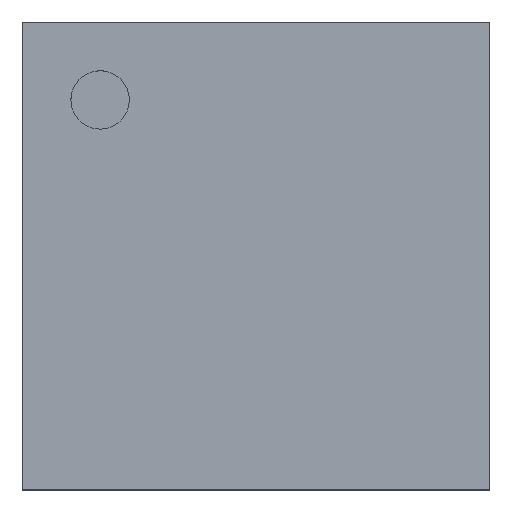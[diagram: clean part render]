
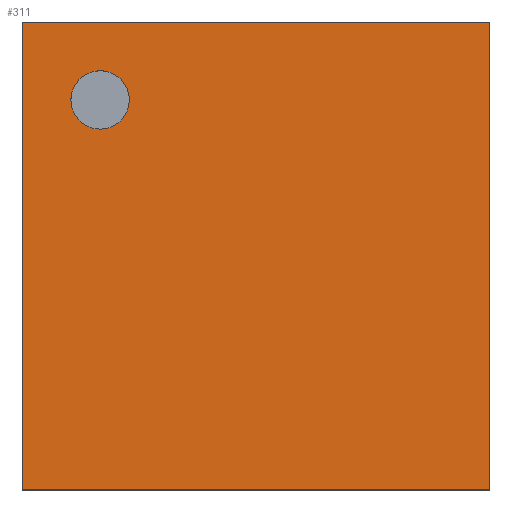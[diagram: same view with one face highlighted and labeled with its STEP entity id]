
A CAD part, top view. The second image highlights one B-rep face of the part: STEP entity #311.
In plain terms, the highlighted planar face has unit normal (0, 0, 1).
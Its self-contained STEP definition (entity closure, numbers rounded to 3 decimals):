
#122 = VERTEX_POINT('',#123);
#123 = CARTESIAN_POINT('',(0.,0.,0.55));
#130 = PLANE('',#131);
#131 = AXIS2_PLACEMENT_3D('',#132,#133,#134);
#132 = CARTESIAN_POINT('',(0.,0.,0.2));
#133 = DIRECTION('',(1.,0.,0.));
#134 = DIRECTION('',(0.,0.,1.));
#142 = PLANE('',#143);
#143 = AXIS2_PLACEMENT_3D('',#144,#145,#146);
#144 = CARTESIAN_POINT('',(0.,0.,0.2));
#145 = DIRECTION('',(0.,1.,0.));
#146 = DIRECTION('',(0.,0.,1.));
#183 = VERTEX_POINT('',#184);
#184 = CARTESIAN_POINT('',(0.,0.79,0.55));
#198 = PLANE('',#199);
#199 = AXIS2_PLACEMENT_3D('',#200,#201,#202);
#200 = CARTESIAN_POINT('',(0.,0.79,0.2));
#201 = DIRECTION('',(0.,1.,0.));
#202 = DIRECTION('',(0.,0.,1.));
#210 = EDGE_CURVE('',#122,#183,#211,.T.);
#211 = SURFACE_CURVE('',#212,(#216,#223),.PCURVE_S1.);
#212 = LINE('',#213,#214);
#213 = CARTESIAN_POINT('',(0.,0.,0.55));
#214 = VECTOR('',#215,1.);
#215 = DIRECTION('',(0.,1.,0.));
#216 = PCURVE('',#130,#217);
#217 = DEFINITIONAL_REPRESENTATION('',(#218),#222);
#218 = LINE('',#219,#220);
#219 = CARTESIAN_POINT('',(0.35,0.));
#220 = VECTOR('',#221,1.);
#221 = DIRECTION('',(0.,-1.));
#222 = ( GEOMETRIC_REPRESENTATION_CONTEXT(2) 
PARAMETRIC_REPRESENTATION_CONTEXT() REPRESENTATION_CONTEXT('2D SPACE',''
  ) );
#223 = PCURVE('',#224,#229);
#224 = PLANE('',#225);
#225 = AXIS2_PLACEMENT_3D('',#226,#227,#228);
#226 = CARTESIAN_POINT('',(0.,0.,0.55));
#227 = DIRECTION('',(0.,0.,1.));
#228 = DIRECTION('',(1.,0.,0.));
#229 = DEFINITIONAL_REPRESENTATION('',(#230),#234);
#230 = LINE('',#231,#232);
#231 = CARTESIAN_POINT('',(0.,0.));
#232 = VECTOR('',#233,1.);
#233 = DIRECTION('',(0.,1.));
#234 = ( GEOMETRIC_REPRESENTATION_CONTEXT(2) 
PARAMETRIC_REPRESENTATION_CONTEXT() REPRESENTATION_CONTEXT('2D SPACE',''
  ) );
#263 = EDGE_CURVE('',#122,#264,#266,.T.);
#264 = VERTEX_POINT('',#265);
#265 = CARTESIAN_POINT('',(0.79,0.,0.55));
#266 = SURFACE_CURVE('',#267,(#271,#278),.PCURVE_S1.);
#267 = LINE('',#268,#269);
#268 = CARTESIAN_POINT('',(0.,0.,0.55));
#269 = VECTOR('',#270,1.);
#270 = DIRECTION('',(1.,0.,0.));
#271 = PCURVE('',#142,#272);
#272 = DEFINITIONAL_REPRESENTATION('',(#273),#277);
#273 = LINE('',#274,#275);
#274 = CARTESIAN_POINT('',(0.35,0.));
#275 = VECTOR('',#276,1.);
#276 = DIRECTION('',(0.,1.));
#277 = ( GEOMETRIC_REPRESENTATION_CONTEXT(2) 
PARAMETRIC_REPRESENTATION_CONTEXT() REPRESENTATION_CONTEXT('2D SPACE',''
  ) );
#278 = PCURVE('',#224,#279);
#279 = DEFINITIONAL_REPRESENTATION('',(#280),#284);
#280 = LINE('',#281,#282);
#281 = CARTESIAN_POINT('',(0.,0.));
#282 = VECTOR('',#283,1.);
#283 = DIRECTION('',(1.,0.));
#284 = ( GEOMETRIC_REPRESENTATION_CONTEXT(2) 
PARAMETRIC_REPRESENTATION_CONTEXT() REPRESENTATION_CONTEXT('2D SPACE',''
  ) );
#300 = PLANE('',#301);
#301 = AXIS2_PLACEMENT_3D('',#302,#303,#304);
#302 = CARTESIAN_POINT('',(0.79,0.,0.2));
#303 = DIRECTION('',(1.,0.,0.));
#304 = DIRECTION('',(0.,0.,1.));
#311 = ADVANCED_FACE('',(#312,#360),#224,.T.);
#312 = FACE_BOUND('',#313,.T.);
#313 = EDGE_LOOP('',(#314,#315,#316,#339));
#314 = ORIENTED_EDGE('',*,*,#210,.F.);
#315 = ORIENTED_EDGE('',*,*,#263,.T.);
#316 = ORIENTED_EDGE('',*,*,#317,.T.);
#317 = EDGE_CURVE('',#264,#318,#320,.T.);
#318 = VERTEX_POINT('',#319);
#319 = CARTESIAN_POINT('',(0.79,0.79,0.55));
#320 = SURFACE_CURVE('',#321,(#325,#332),.PCURVE_S1.);
#321 = LINE('',#322,#323);
#322 = CARTESIAN_POINT('',(0.79,0.,0.55));
#323 = VECTOR('',#324,1.);
#324 = DIRECTION('',(0.,1.,0.));
#325 = PCURVE('',#224,#326);
#326 = DEFINITIONAL_REPRESENTATION('',(#327),#331);
#327 = LINE('',#328,#329);
#328 = CARTESIAN_POINT('',(0.79,0.));
#329 = VECTOR('',#330,1.);
#330 = DIRECTION('',(0.,1.));
#331 = ( GEOMETRIC_REPRESENTATION_CONTEXT(2) 
PARAMETRIC_REPRESENTATION_CONTEXT() REPRESENTATION_CONTEXT('2D SPACE',''
  ) );
#332 = PCURVE('',#300,#333);
#333 = DEFINITIONAL_REPRESENTATION('',(#334),#338);
#334 = LINE('',#335,#336);
#335 = CARTESIAN_POINT('',(0.35,0.));
#336 = VECTOR('',#337,1.);
#337 = DIRECTION('',(0.,-1.));
#338 = ( GEOMETRIC_REPRESENTATION_CONTEXT(2) 
PARAMETRIC_REPRESENTATION_CONTEXT() REPRESENTATION_CONTEXT('2D SPACE',''
  ) );
#339 = ORIENTED_EDGE('',*,*,#340,.F.);
#340 = EDGE_CURVE('',#183,#318,#341,.T.);
#341 = SURFACE_CURVE('',#342,(#346,#353),.PCURVE_S1.);
#342 = LINE('',#343,#344);
#343 = CARTESIAN_POINT('',(0.,0.79,0.55));
#344 = VECTOR('',#345,1.);
#345 = DIRECTION('',(1.,0.,0.));
#346 = PCURVE('',#224,#347);
#347 = DEFINITIONAL_REPRESENTATION('',(#348),#352);
#348 = LINE('',#349,#350);
#349 = CARTESIAN_POINT('',(0.,0.79));
#350 = VECTOR('',#351,1.);
#351 = DIRECTION('',(1.,0.));
#352 = ( GEOMETRIC_REPRESENTATION_CONTEXT(2) 
PARAMETRIC_REPRESENTATION_CONTEXT() REPRESENTATION_CONTEXT('2D SPACE',''
  ) );
#353 = PCURVE('',#198,#354);
#354 = DEFINITIONAL_REPRESENTATION('',(#355),#359);
#355 = LINE('',#356,#357);
#356 = CARTESIAN_POINT('',(0.35,0.));
#357 = VECTOR('',#358,1.);
#358 = DIRECTION('',(0.,1.));
#359 = ( GEOMETRIC_REPRESENTATION_CONTEXT(2) 
PARAMETRIC_REPRESENTATION_CONTEXT() REPRESENTATION_CONTEXT('2D SPACE',''
  ) );
#360 = FACE_BOUND('',#361,.T.);
#361 = EDGE_LOOP('',(#362));
#362 = ORIENTED_EDGE('',*,*,#363,.F.);
#363 = EDGE_CURVE('',#364,#364,#366,.T.);
#364 = VERTEX_POINT('',#365);
#365 = CARTESIAN_POINT('',(0.181,0.658,0.55));
#366 = SURFACE_CURVE('',#367,(#372,#379),.PCURVE_S1.);
#367 = CIRCLE('',#368,0.049);
#368 = AXIS2_PLACEMENT_3D('',#369,#370,#371);
#369 = CARTESIAN_POINT('',(0.132,0.658,0.55));
#370 = DIRECTION('',(0.,0.,1.));
#371 = DIRECTION('',(1.,0.,0.));
#372 = PCURVE('',#224,#373);
#373 = DEFINITIONAL_REPRESENTATION('',(#374),#378);
#374 = CIRCLE('',#375,0.049);
#375 = AXIS2_PLACEMENT_2D('',#376,#377);
#376 = CARTESIAN_POINT('',(0.132,0.658));
#377 = DIRECTION('',(1.,0.));
#378 = ( GEOMETRIC_REPRESENTATION_CONTEXT(2) 
PARAMETRIC_REPRESENTATION_CONTEXT() REPRESENTATION_CONTEXT('2D SPACE',''
  ) );
#379 = PCURVE('',#380,#385);
#380 = CYLINDRICAL_SURFACE('',#381,0.049);
#381 = AXIS2_PLACEMENT_3D('',#382,#383,#384);
#382 = CARTESIAN_POINT('',(0.132,0.658,0.45));
#383 = DIRECTION('',(0.,0.,1.));
#384 = DIRECTION('',(1.,0.,0.));
#385 = DEFINITIONAL_REPRESENTATION('',(#386),#390);
#386 = LINE('',#387,#388);
#387 = CARTESIAN_POINT('',(0.,0.1));
#388 = VECTOR('',#389,1.);
#389 = DIRECTION('',(1.,0.));
#390 = ( GEOMETRIC_REPRESENTATION_CONTEXT(2) 
PARAMETRIC_REPRESENTATION_CONTEXT() REPRESENTATION_CONTEXT('2D SPACE',''
  ) );
